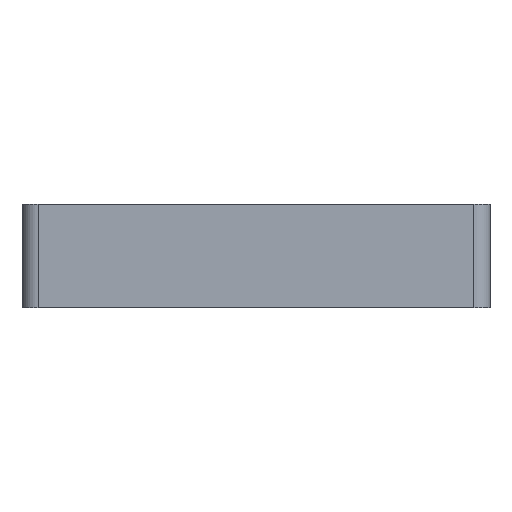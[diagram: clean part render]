
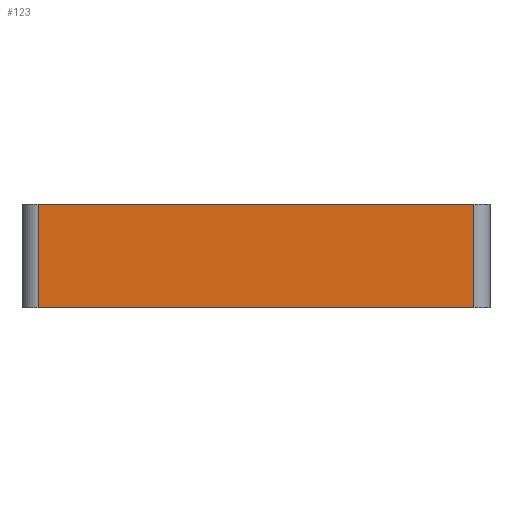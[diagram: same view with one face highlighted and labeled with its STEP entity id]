
A CAD part, front view. The second image highlights one B-rep face of the part: STEP entity #123.
In plain terms, the highlighted planar face has unit normal (0, -1, 0).
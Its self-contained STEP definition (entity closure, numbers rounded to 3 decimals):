
#96 = VERTEX_POINT('',#97);
#97 = CARTESIAN_POINT('',(-6.7,-67.5,3.175));
#104 = EDGE_CURVE('',#105,#96,#107,.T.);
#105 = VERTEX_POINT('',#106);
#106 = CARTESIAN_POINT('',(-6.7,-67.5,0.));
#107 = LINE('',#108,#109);
#108 = CARTESIAN_POINT('',(-6.7,-67.5,0.));
#109 = VECTOR('',#110,1.);
#110 = DIRECTION('',(0.,0.,1.));
#123 = ADVANCED_FACE('',(#124),#149,.T.);
#124 = FACE_BOUND('',#125,.T.);
#125 = EDGE_LOOP('',(#126,#136,#142,#143));
#126 = ORIENTED_EDGE('',*,*,#127,.T.);
#127 = EDGE_CURVE('',#128,#130,#132,.T.);
#128 = VERTEX_POINT('',#129);
#129 = CARTESIAN_POINT('',(6.7,-67.5,0.));
#130 = VERTEX_POINT('',#131);
#131 = CARTESIAN_POINT('',(6.7,-67.5,3.175));
#132 = LINE('',#133,#134);
#133 = CARTESIAN_POINT('',(6.7,-67.5,0.));
#134 = VECTOR('',#135,1.);
#135 = DIRECTION('',(0.,0.,1.));
#136 = ORIENTED_EDGE('',*,*,#137,.T.);
#137 = EDGE_CURVE('',#130,#96,#138,.T.);
#138 = LINE('',#139,#140);
#139 = CARTESIAN_POINT('',(6.7,-67.5,3.175));
#140 = VECTOR('',#141,1.);
#141 = DIRECTION('',(-1.,0.,0.));
#142 = ORIENTED_EDGE('',*,*,#104,.F.);
#143 = ORIENTED_EDGE('',*,*,#144,.F.);
#144 = EDGE_CURVE('',#128,#105,#145,.T.);
#145 = LINE('',#146,#147);
#146 = CARTESIAN_POINT('',(6.7,-67.5,0.));
#147 = VECTOR('',#148,1.);
#148 = DIRECTION('',(-1.,0.,0.));
#149 = PLANE('',#150);
#150 = AXIS2_PLACEMENT_3D('',#151,#152,#153);
#151 = CARTESIAN_POINT('',(6.7,-67.5,0.));
#152 = DIRECTION('',(0.,-1.,0.));
#153 = DIRECTION('',(-1.,0.,0.));
